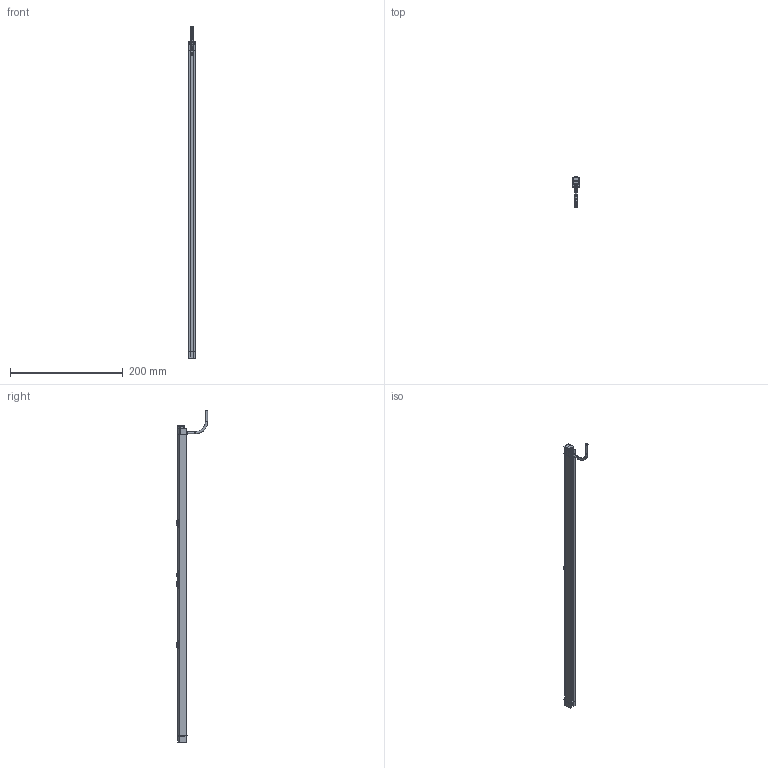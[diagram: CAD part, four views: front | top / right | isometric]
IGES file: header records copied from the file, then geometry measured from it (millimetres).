
Start section:  PTC IGES file: 247669_sm01.igs
Global section: file name: 247669_sm01.igs; native system: Creo Parametric by PTC Inc.; preprocessor: 2022414; author: banengservice; organization: Unknown; date: 20250203.151515; units: millimetre
Bounding box: 12.81 x 55.43 x 588.74 mm (x, y, z)
Volume: 886.1 mm3; surface area: 170499.7 mm2
Topology: 1 solids, 4 shells, 1600 faces, 8046 edges, 9888 vertices
Faces by surface type: bspline 1054, revolution 534, extrusion 12
